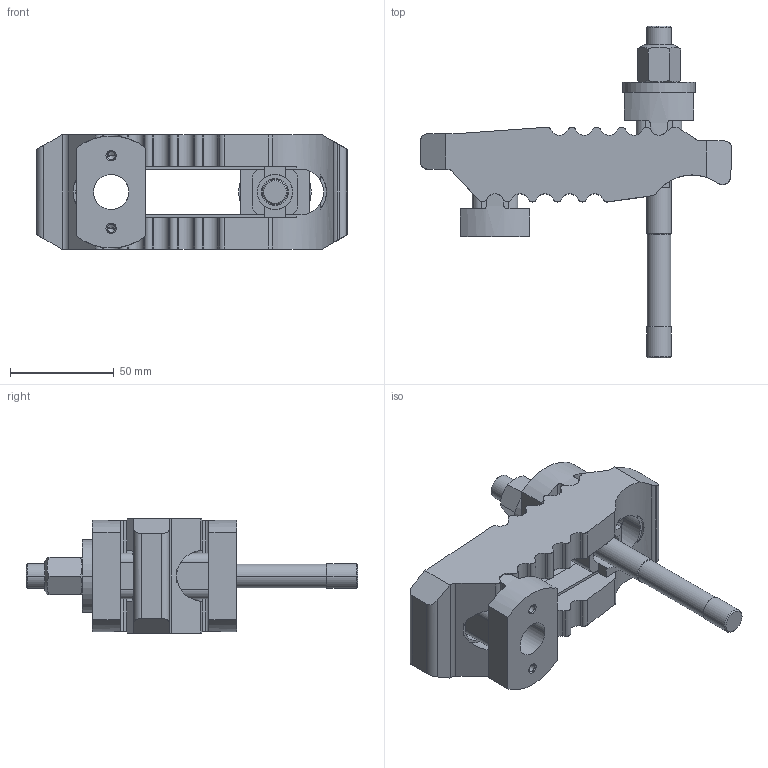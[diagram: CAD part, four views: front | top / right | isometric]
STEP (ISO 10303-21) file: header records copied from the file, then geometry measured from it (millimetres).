
FILE_DESCRIPTION(('STEP AP214'),'1');
FILE_NAME(' ',' ',('TraceParts'),('TraceParts S.A.'),'XStep 1.0',' ',' ');
FILE_SCHEMA(('automotive_design'));
Length unit declared in the file: millimetre
Products named in the file (6): 1; 2; 3; 4; 5; 6
Bounding box: 150 x 160 x 55 mm (x, y, z)
Volume: 221762.3 mm3; surface area: 61062.4 mm2
Topology: 6 solids, 6 shells, 320 faces, 860 edges, 549 vertices
Faces by surface type: plane 146, cylinder 125, cone 48, sphere 1
Entity records: 20062 total; most frequent: CARTESIAN_POINT 2281, DIRECTION 1760, STYLED_ITEM 1719, PRESENTATION_STYLE_ASSIGNMENT 1719, COLOUR_RGB 1719, ORIENTED_EDGE 1700, EDGE_CURVE 850, CURVE_STYLE 850
